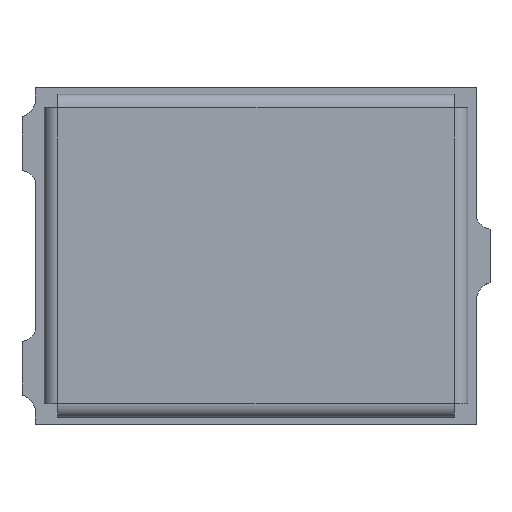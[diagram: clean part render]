
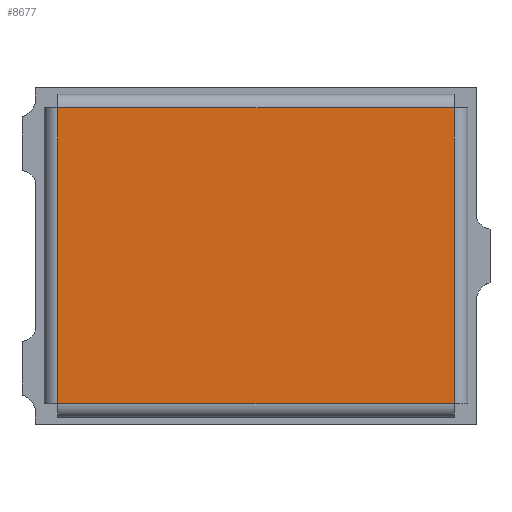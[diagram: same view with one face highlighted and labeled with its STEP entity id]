
A CAD part, top view. The second image highlights one B-rep face of the part: STEP entity #8677.
In plain terms, the highlighted planar face has unit normal (0, 0, 1).
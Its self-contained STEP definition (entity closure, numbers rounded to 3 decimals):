
#96=VERTEX_POINT('',#97);
#97=CARTESIAN_POINT('',(-7.178,5.358,2.26));
#104=EDGE_CURVE('',#96,#105,#107,.T.);
#105=VERTEX_POINT('',#106);
#106=CARTESIAN_POINT('',(7.178,5.358,2.26));
#107=LINE('',#108,#109);
#108=CARTESIAN_POINT('',(-7.672,5.358,2.26));
#109=VECTOR('',#110,1.0);
#110=DIRECTION('',(1.0,0.0,0.0));
#145=EDGE_CURVE('',#105,#146,#148,.T.);
#146=VERTEX_POINT('',#147);
#147=CARTESIAN_POINT('',(7.178,-5.358,2.26));
#148=LINE('',#149,#150);
#149=CARTESIAN_POINT('',(7.178,5.852,2.26));
#150=VECTOR('',#151,1.0);
#151=DIRECTION('',(0.0,-1.0,0.0));
#248=VERTEX_POINT('',#249);
#249=CARTESIAN_POINT('',(-7.178,-5.358,2.26));
#256=EDGE_CURVE('',#248,#96,#257,.T.);
#257=LINE('',#258,#259);
#258=CARTESIAN_POINT('',(-7.178,-5.852,2.26));
#259=VECTOR('',#260,1.0);
#260=DIRECTION('',(0.0,1.0,0.0));
#277=EDGE_CURVE('',#146,#248,#278,.T.);
#278=LINE('',#279,#280);
#279=CARTESIAN_POINT('',(7.672,-5.358,2.26));
#280=VECTOR('',#281,1.0);
#281=DIRECTION('',(-1.0,0.0,0.0));
#8677=ADVANCED_FACE('',(#8678),#8684,.F.);
#8678=FACE_BOUND('',#8679,.T.);
#8679=EDGE_LOOP('',(#8680,#8681,#8682,#8683));
#8680=ORIENTED_EDGE('',*,*,#256,.F.);
#8681=ORIENTED_EDGE('',*,*,#277,.F.);
#8682=ORIENTED_EDGE('',*,*,#145,.F.);
#8683=ORIENTED_EDGE('',*,*,#104,.F.);
#8684=PLANE('',#8685);
#8685=AXIS2_PLACEMENT_3D('',#8686,#8687,#8688);
#8686=CARTESIAN_POINT('',(0.0,0.0,2.26));
#8687=DIRECTION('',(0.0,0.0,-1.0));
#8688=DIRECTION('',(-1.0,0.0,0.0));
